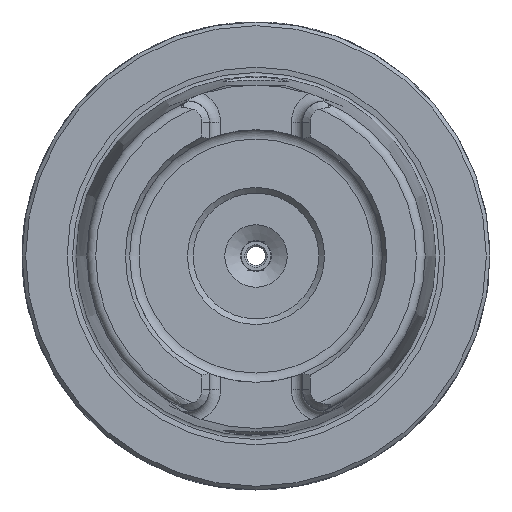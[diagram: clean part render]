
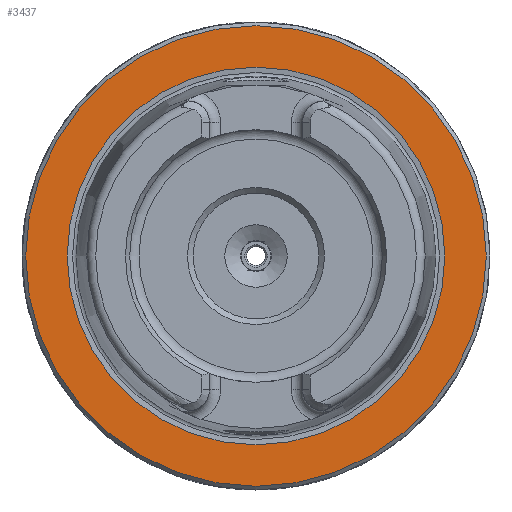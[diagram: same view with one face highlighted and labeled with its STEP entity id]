
A CAD part, left-side view. The second image highlights one B-rep face of the part: STEP entity #3437.
In plain terms, the highlighted planar face has unit normal (-1, 0, 0).
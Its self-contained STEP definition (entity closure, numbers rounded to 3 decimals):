
#122=PLANE('',#3797);
#374=FACE_BOUND('',#736,.T.);
#540=FACE_OUTER_BOUND('',#735,.T.);
#735=EDGE_LOOP('',(#2713));
#736=EDGE_LOOP('',(#2714,#2715));
#1321=CIRCLE('',#3796,31.);
#1322=CIRCLE('',#3798,25.42);
#1323=CIRCLE('',#3799,25.42);
#1616=VERTEX_POINT('',#6551);
#1617=VERTEX_POINT('',#6555);
#1618=VERTEX_POINT('',#6556);
#2027=EDGE_CURVE('',#1616,#1616,#1321,.T.);
#2028=EDGE_CURVE('',#1617,#1618,#1322,.T.);
#2029=EDGE_CURVE('',#1618,#1617,#1323,.T.);
#2713=ORIENTED_EDGE('',*,*,#2027,.F.);
#2714=ORIENTED_EDGE('',*,*,#2028,.T.);
#2715=ORIENTED_EDGE('',*,*,#2029,.T.);
#3437=ADVANCED_FACE('',(#540,#374),#122,.T.);
#3796=AXIS2_PLACEMENT_3D('',#6553,#4394,#4395);
#3797=AXIS2_PLACEMENT_3D('',#6554,#4396,#4397);
#3798=AXIS2_PLACEMENT_3D('',#6557,#4398,#4399);
#3799=AXIS2_PLACEMENT_3D('',#6558,#4400,#4401);
#4394=DIRECTION('center_axis',(1.,0.,0.));
#4395=DIRECTION('ref_axis',(0.,-1.,0.));
#4396=DIRECTION('center_axis',(-1.,0.,0.));
#4397=DIRECTION('ref_axis',(0.,0.,1.));
#4398=DIRECTION('center_axis',(1.,0.,0.));
#4399=DIRECTION('ref_axis',(0.,1.,0.));
#4400=DIRECTION('center_axis',(1.,0.,0.));
#4401=DIRECTION('ref_axis',(0.,1.,0.));
#6551=CARTESIAN_POINT('',(0.,31.,0.));
#6553=CARTESIAN_POINT('Origin',(0.,0.,0.));
#6554=CARTESIAN_POINT('Origin',(0.,15.75,0.));
#6555=CARTESIAN_POINT('',(0.,25.42,0.));
#6556=CARTESIAN_POINT('',(0.,-25.42,0.));
#6557=CARTESIAN_POINT('Origin',(0.,0.,0.));
#6558=CARTESIAN_POINT('Origin',(0.,0.,0.));
